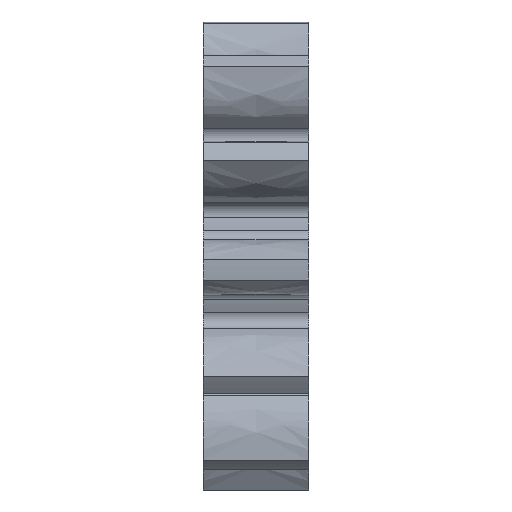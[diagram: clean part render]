
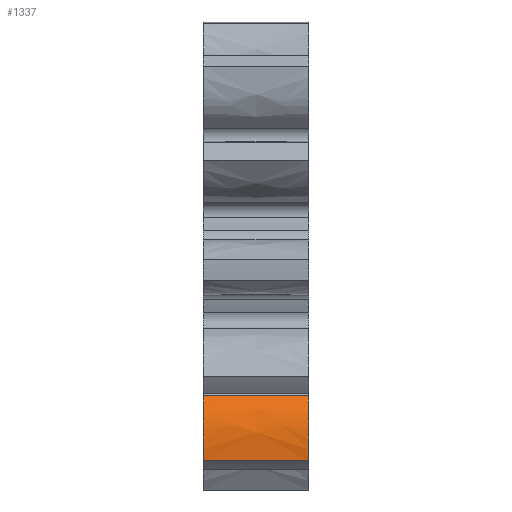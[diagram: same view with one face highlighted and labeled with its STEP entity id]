
A CAD part, top view. The second image highlights one B-rep face of the part: STEP entity #1337.
In plain terms, the highlighted free-form (B-spline) face has degree [3, 1] with [12, 2] control points.
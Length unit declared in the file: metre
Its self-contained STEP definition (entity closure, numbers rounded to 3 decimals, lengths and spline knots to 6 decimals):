
#165=B_SPLINE_CURVE_WITH_KNOTS('',3,(#2114,#2115,#2116,#2117,#2118,#2119,
#2120,#2121,#2122,#2123,#2124,#2125,#2126,#2127,#2128,#2129,#2130,#2131),
 .UNSPECIFIED.,.F.,.F.,(4,1,1,1,1,1,1,1,1,1,1,1,1,1,1,4),(0.,0.173075,
0.199672,0.234009,0.274636,0.320704,
0.371634,0.427,0.486473,0.549787,
0.616722,0.687091,0.760735,0.837515,
0.917306,1.),.UNSPECIFIED.);
#166=B_SPLINE_CURVE_WITH_KNOTS('',3,(#2135,#2136,#2137,#2138,#2139,#2140,
#2141,#2142,#2143,#2144,#2145,#2146,#2147,#2148,#2149,#2150,#2151,#2152),
 .UNSPECIFIED.,.F.,.F.,(4,1,1,1,1,1,1,1,1,1,1,1,1,1,1,4),(0.,0.173075,
0.199672,0.234009,0.274636,0.320704,
0.371634,0.427,0.486473,0.549787,
0.616722,0.687091,0.760735,0.837515,
0.917306,1.),.UNSPECIFIED.);
#225=ORIENTED_EDGE('',*,*,#659,.F.);
#226=ORIENTED_EDGE('',*,*,#660,.T.);
#227=ORIENTED_EDGE('',*,*,#661,.T.);
#228=ORIENTED_EDGE('',*,*,#662,.T.);
#659=EDGE_CURVE('',#876,#875,#1015,.T.);
#660=EDGE_CURVE('',#876,#877,#165,.F.);
#661=EDGE_CURVE('',#877,#878,#1016,.T.);
#662=EDGE_CURVE('',#878,#875,#166,.T.);
#875=VERTEX_POINT('',#2086);
#876=VERTEX_POINT('',#2088);
#877=VERTEX_POINT('',#2132);
#878=VERTEX_POINT('',#2134);
#1015=LINE('',#2089,#1087);
#1016=LINE('',#2133,#1088);
#1087=VECTOR('',#1590,1.);
#1088=VECTOR('',#1591,1.);
#1157=EDGE_LOOP('',(#225,#226,#227,#228));
#1235=FACE_BOUND('',#1157,.T.);
#1311=B_SPLINE_SURFACE_WITH_KNOTS('',3,1,((#2090,#2091),(#2092,#2093),(#2094,
#2095),(#2096,#2097),(#2098,#2099),(#2100,#2101),(#2102,#2103),(#2104,#2105),
(#2106,#2107),(#2108,#2109),(#2110,#2111),(#2112,#2113)),
 .SURF_OF_LINEAR_EXTRUSION.,.F.,.F.,.F.,(4,1,1,1,1,1,1,1,1,4),(2,2),(0.050936,
0.108769,0.166602,0.195519,0.224436,0.282269,
0.397935,0.513602,0.744935,0.976268),
(0.,1.),.UNSPECIFIED.);
#1337=ADVANCED_FACE('',(#1235),#1311,.F.);
#1590=DIRECTION('',(-1.,0.,0.));
#1591=DIRECTION('',(-1.,0.,0.));
#2086=CARTESIAN_POINT('',(-0.004375,0.066493,0.047167));
#2088=CARTESIAN_POINT('',(0.000625,0.066493,0.047167));
#2089=CARTESIAN_POINT('',(-0.003875,0.066493,0.047167));
#2090=CARTESIAN_POINT('',(0.000625,0.069562,0.046405));
#2091=CARTESIAN_POINT('',(-0.004375,0.069562,0.046405));
#2092=CARTESIAN_POINT('',(0.000625,0.069396,0.046521));
#2093=CARTESIAN_POINT('',(-0.004375,0.069396,0.046521));
#2094=CARTESIAN_POINT('',(0.000625,0.069094,0.046732));
#2095=CARTESIAN_POINT('',(-0.004375,0.069094,0.046732));
#2096=CARTESIAN_POINT('',(0.000625,0.068863,0.046891));
#2097=CARTESIAN_POINT('',(-0.004375,0.068863,0.046891));
#2098=CARTESIAN_POINT('',(0.000625,0.068834,0.046908));
#2099=CARTESIAN_POINT('',(-0.004375,0.068834,0.046908));
#2100=CARTESIAN_POINT('',(0.000625,0.068781,0.046936));
#2101=CARTESIAN_POINT('',(-0.004375,0.068781,0.046936));
#2102=CARTESIAN_POINT('',(0.000625,0.06866,0.046993));
#2103=CARTESIAN_POINT('',(-0.004375,0.06866,0.046993));
#2104=CARTESIAN_POINT('',(0.000625,0.068441,0.04707));
#2105=CARTESIAN_POINT('',(-0.004375,0.068441,0.04707));
#2106=CARTESIAN_POINT('',(0.000625,0.068015,0.047173));
#2107=CARTESIAN_POINT('',(-0.004375,0.068015,0.047173));
#2108=CARTESIAN_POINT('',(0.000625,0.067378,0.047239));
#2109=CARTESIAN_POINT('',(-0.004375,0.067378,0.047239));
#2110=CARTESIAN_POINT('',(0.000625,0.066795,0.047205));
#2111=CARTESIAN_POINT('',(-0.004375,0.066795,0.047205));
#2112=CARTESIAN_POINT('',(0.000625,0.066493,0.047167));
#2113=CARTESIAN_POINT('',(-0.004375,0.066493,0.047167));
#2114=CARTESIAN_POINT('',(0.000625,0.070023,0.046082));
#2115=CARTESIAN_POINT('',(0.000625,0.069488,0.046457));
#2116=CARTESIAN_POINT('',(0.000625,0.068872,0.046888));
#2117=CARTESIAN_POINT('',(0.000625,0.06883,0.04691));
#2118=CARTESIAN_POINT('',(0.000625,0.068774,0.04694));
#2119=CARTESIAN_POINT('',(0.000625,0.068705,0.046971));
#2120=CARTESIAN_POINT('',(0.000625,0.068611,0.047009));
#2121=CARTESIAN_POINT('',(0.000625,0.068495,0.04705));
#2122=CARTESIAN_POINT('',(0.000625,0.068355,0.04709));
#2123=CARTESIAN_POINT('',(0.000625,0.068192,0.047129));
#2124=CARTESIAN_POINT('',(0.000625,0.068005,0.047164));
#2125=CARTESIAN_POINT('',(0.000625,0.067794,0.047192));
#2126=CARTESIAN_POINT('',(0.000625,0.067559,0.047212));
#2127=CARTESIAN_POINT('',(0.000625,0.067302,0.04722));
#2128=CARTESIAN_POINT('',(0.000625,0.067022,0.047215));
#2129=CARTESIAN_POINT('',(0.000625,0.066721,0.047196));
#2130=CARTESIAN_POINT('',(0.000625,0.066508,0.047169));
#2131=CARTESIAN_POINT('',(0.000625,0.0664,0.047155));
#2132=CARTESIAN_POINT('',(0.000625,0.069562,0.046405));
#2133=CARTESIAN_POINT('',(-0.003875,0.069562,0.046405));
#2134=CARTESIAN_POINT('',(-0.004375,0.069562,0.046405));
#2135=CARTESIAN_POINT('',(-0.004375,0.070023,0.046082));
#2136=CARTESIAN_POINT('',(-0.004375,0.069488,0.046457));
#2137=CARTESIAN_POINT('',(-0.004375,0.068872,0.046888));
#2138=CARTESIAN_POINT('',(-0.004375,0.06883,0.04691));
#2139=CARTESIAN_POINT('',(-0.004375,0.068774,0.04694));
#2140=CARTESIAN_POINT('',(-0.004375,0.068705,0.046971));
#2141=CARTESIAN_POINT('',(-0.004375,0.068611,0.047009));
#2142=CARTESIAN_POINT('',(-0.004375,0.068495,0.04705));
#2143=CARTESIAN_POINT('',(-0.004375,0.068355,0.04709));
#2144=CARTESIAN_POINT('',(-0.004375,0.068192,0.047129));
#2145=CARTESIAN_POINT('',(-0.004375,0.068005,0.047164));
#2146=CARTESIAN_POINT('',(-0.004375,0.067794,0.047192));
#2147=CARTESIAN_POINT('',(-0.004375,0.067559,0.047212));
#2148=CARTESIAN_POINT('',(-0.004375,0.067302,0.04722));
#2149=CARTESIAN_POINT('',(-0.004375,0.067022,0.047215));
#2150=CARTESIAN_POINT('',(-0.004375,0.066721,0.047196));
#2151=CARTESIAN_POINT('',(-0.004375,0.066508,0.047169));
#2152=CARTESIAN_POINT('',(-0.004375,0.0664,0.047155));
